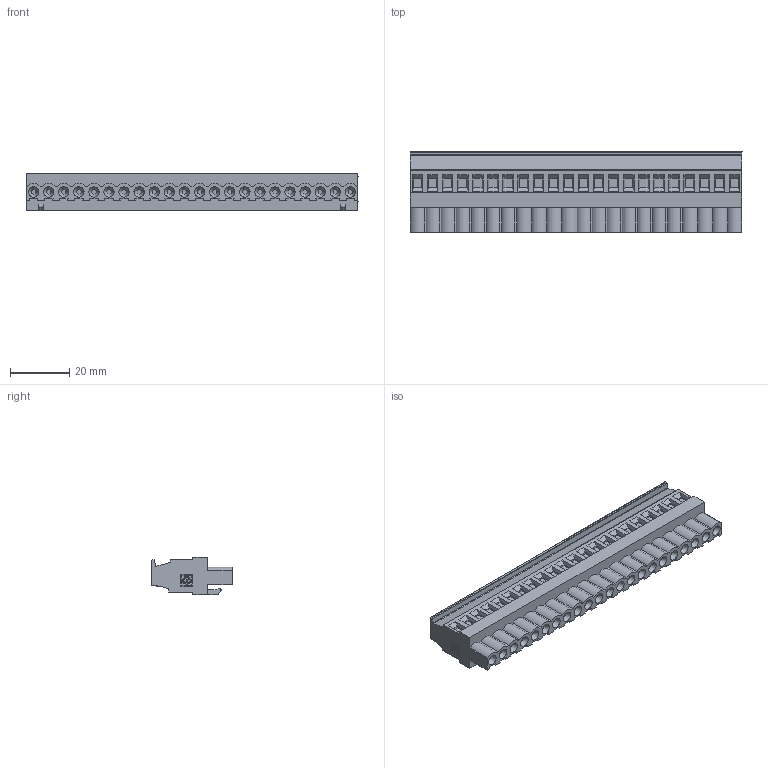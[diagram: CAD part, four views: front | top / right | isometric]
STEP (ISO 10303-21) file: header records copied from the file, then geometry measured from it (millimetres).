
FILE_DESCRIPTION(('STEP AP214'),'1');
FILE_NAME('SV22-5,08-P.stp','2020-05-11T07:15:41',(' '),(' '),'Spatial InterOp 3D',' ',' ');
FILE_SCHEMA(('automotive_design'));
Length unit declared in the file: metre
Products named in the file (1): 1
Bounding box: 111.76 x 27.1 x 12.7 mm (x, y, z)
Volume: 25000.1 mm3; surface area: 11470.8 mm2
Topology: 1 solids, 1 shells, 618 faces, 1554 edges, 1008 vertices
Faces by surface type: plane 499, cylinder 96, cone 22, extrusion 1
Full cylindrical faces by diameter (mm): 1.6 x22, 4 x22
Entity records: 22458 total; most frequent: CARTESIAN_POINT 3099, DIRECTION 2905, ORIENTED_EDGE 2888, EDGE_CURVE 1444, VECTOR 1109, LINE 1108, VERTEX_POINT 964, AXIS2_PLACEMENT_3D 898
